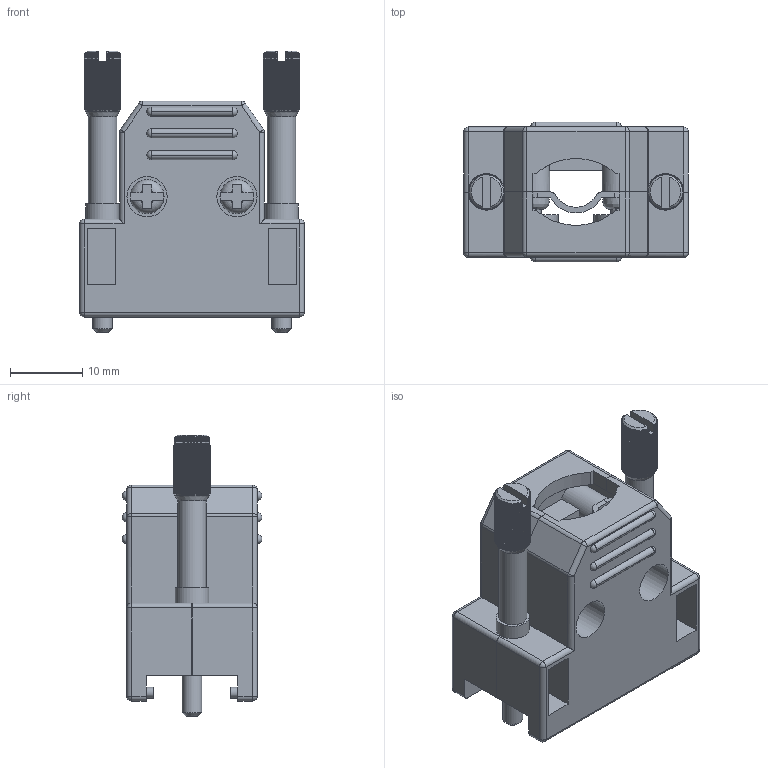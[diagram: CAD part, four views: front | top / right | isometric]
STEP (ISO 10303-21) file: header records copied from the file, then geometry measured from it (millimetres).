
FILE_DESCRIPTION(/* description */ ('Unknown'),/* implementation_level */ '2;1');
FILE_NAME(/* name */ '61800925322',/* time_stamp */ '2022-08-03T17:20:05+02:00',/* author */ ('Unknown'),/* organization */ ('Unknown'),/* preprocessor_version */ 'ST-DEVELOPER v16.7',/* originating_system */ 'Solid Edge',/* authorisation */ 'Unknown');
FILE_SCHEMA (('AUTOMOTIVE_DESIGN {1 0 10303 214 3 1 1}'));
Length unit declared in the file: millimetre
Products named in the file (14): 6180xx25322; 61800925322; 61800925322_Housing 1; 61800925322_Housing 2; 6180xx25322_Vis1; 6180xx25322_PieceMetal; 6180xx25322_Boulon_mir1; 6180xx25322_Vis3_mir1; 6180xx25322_Vis1_mir2; 6180xx25322_Vis2_mir1; 61800925322_SupportCable; 6180xx25322_Vis2; 6180xx25322_Vis3; 6180xx25322_Boulon
Assembly tree (13 placements, depth 3):
  6180xx25322
    61800925322
      61800925322_Housing 1
      61800925322_Housing 2
      6180xx25322_Vis1
      6180xx25322_PieceMetal
      6180xx25322_Boulon_mir1
      6180xx25322_Vis3_mir1
      6180xx25322_Vis1_mir2
      6180xx25322_Vis2_mir1
      61800925322_SupportCable
      6180xx25322_Vis2
      6180xx25322_Vis3
      6180xx25322_Boulon
Bounding box: 31 x 19.3 x 38.9 mm (x, y, z)
Volume: 6823.7 mm3; surface area: 9213.7 mm2
Topology: 12 solids, 12 shells, 1081 faces, 3020 edges, 1978 vertices
Faces by surface type: plane 731, cylinder 302, torus 22, sphere 16, cone 8, bspline 2
Full cylindrical faces by diameter (mm): 2.65 x2, 2.74 x2, 2.75 x2, 2.85 x4, 2.898 x2, 3 x2, 3.3 x2, 3.76 x2, 3.77 x2, 3.8 x2, 3.9 x2, 4.5 x2, 4.6 x2, 4.69 x2, 5.55 x2
Entity records: 40318 total; most frequent: CARTESIAN_POINT 8935, ORIENTED_EDGE 5904, DIRECTION 4876, EDGE_CURVE 2952, VERTEX_POINT 1962, AXIS2_PLACEMENT_3D 1751, LINE 1374, VECTOR 1374
